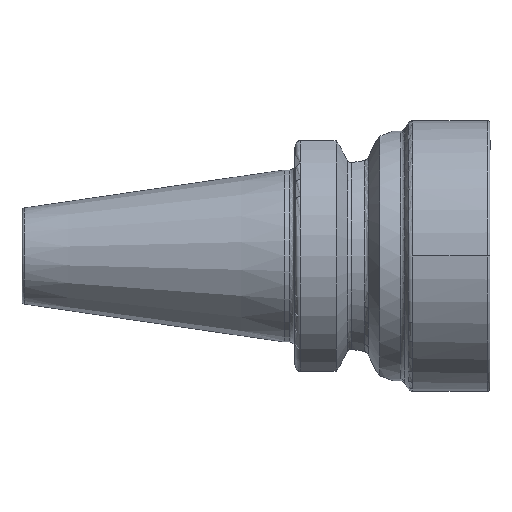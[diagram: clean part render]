
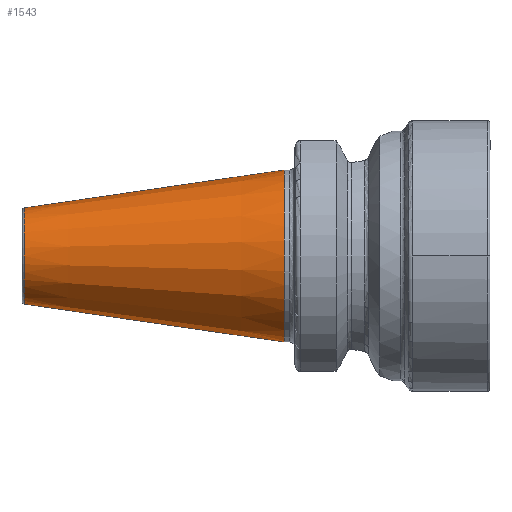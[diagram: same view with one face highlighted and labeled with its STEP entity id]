
A CAD part, front view. The second image highlights one B-rep face of the part: STEP entity #1543.
In plain terms, the highlighted conical face has half-angle 8.297 degrees and reference radius 15.875 mm.
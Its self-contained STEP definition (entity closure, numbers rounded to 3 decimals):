
#34 = CARTESIAN_POINT ( 'NONE',  ( 0., 0., -15.875 ) ) ;
#411 = CARTESIAN_POINT ( 'NONE',  ( -47.972, 0., -8.879 ) ) ;
#554 = CIRCLE ( 'NONE', #3848, 15.875 ) ;
#771 = VERTEX_POINT ( 'NONE', #411 ) ;
#934 = CARTESIAN_POINT ( 'NONE',  ( 0., 0., 15.875 ) ) ;
#968 = DIRECTION ( 'NONE',  ( 0.99, 0., -0.144 ) ) ;
#975 = ORIENTED_EDGE ( 'NONE', *, *, #3135, .T. ) ;
#1165 = CARTESIAN_POINT ( 'NONE',  ( 0., 0., -15.875 ) ) ;
#1193 = ORIENTED_EDGE ( 'NONE', *, *, #3659, .T. ) ;
#1262 = DIRECTION ( 'NONE',  ( 0., 0., 1. ) ) ;
#1267 = VERTEX_POINT ( 'NONE', #1165 ) ;
#1291 = AXIS2_PLACEMENT_3D ( 'NONE', #4339, #4448, #4433 ) ;
#1307 = DIRECTION ( 'NONE',  ( -1., 0., 0. ) ) ;
#1314 = VERTEX_POINT ( 'NONE', #934 ) ;
#1357 = CIRCLE ( 'NONE', #1291, 8.879 ) ;
#1503 = CARTESIAN_POINT ( 'NONE',  ( 0., 0., 0. ) ) ;
#1543 = ADVANCED_FACE ( 'NONE', ( #3821 ), #2991, .T. ) ;
#1579 = EDGE_CURVE ( 'NONE', #5658, #1314, #5910, .T. ) ;
#2220 = EDGE_LOOP ( 'NONE', ( #4998, #5064, #1193, #975 ) ) ;
#2656 = EDGE_CURVE ( 'NONE', #771, #5658, #1357, .T. ) ;
#2991 = CONICAL_SURFACE ( 'NONE', #3442, 15.875, 0.145 ) ;
#3135 = EDGE_CURVE ( 'NONE', #1267, #1314, #554, .T. ) ;
#3442 = AXIS2_PLACEMENT_3D ( 'NONE', #3981, #4088, #4056 ) ;
#3659 = EDGE_CURVE ( 'NONE', #771, #1267, #5050, .T. ) ;
#3821 = FACE_OUTER_BOUND ( 'NONE', #2220, .T. ) ;
#3848 = AXIS2_PLACEMENT_3D ( 'NONE', #1503, #1307, #1262 ) ;
#3967 = CARTESIAN_POINT ( 'NONE',  ( -47.972, 0., 8.879 ) ) ;
#3981 = CARTESIAN_POINT ( 'NONE',  ( 0., 0., 0. ) ) ;
#4056 = DIRECTION ( 'NONE',  ( 0., 0., -1. ) ) ;
#4088 = DIRECTION ( 'NONE',  ( 1., 0., 0. ) ) ;
#4165 = CARTESIAN_POINT ( 'NONE',  ( 0., 0., 15.875 ) ) ;
#4225 = DIRECTION ( 'NONE',  ( 0.99, 0., 0.144 ) ) ;
#4339 = CARTESIAN_POINT ( 'NONE',  ( -47.972, 0., 0. ) ) ;
#4433 = DIRECTION ( 'NONE',  ( 0., 0., 1. ) ) ;
#4448 = DIRECTION ( 'NONE',  ( -1., 0., 0. ) ) ;
#4998 = ORIENTED_EDGE ( 'NONE', *, *, #1579, .F. ) ;
#5041 = VECTOR ( 'NONE', #968, 1000. ) ;
#5050 = LINE ( 'NONE', #34, #5041 ) ;
#5064 = ORIENTED_EDGE ( 'NONE', *, *, #2656, .F. ) ;
#5658 = VERTEX_POINT ( 'NONE', #3967 ) ;
#5848 = VECTOR ( 'NONE', #4225, 1000. ) ;
#5910 = LINE ( 'NONE', #4165, #5848 ) ;
